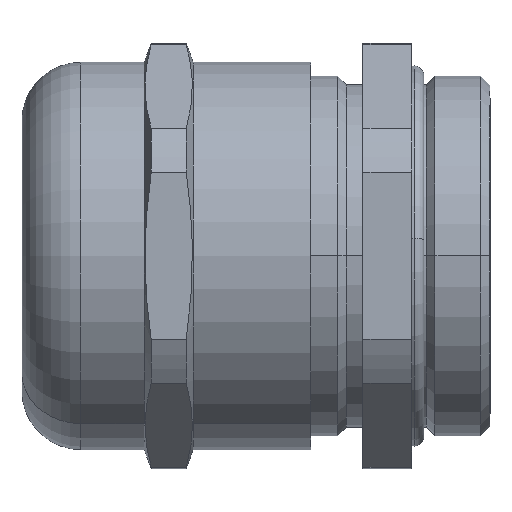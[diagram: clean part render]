
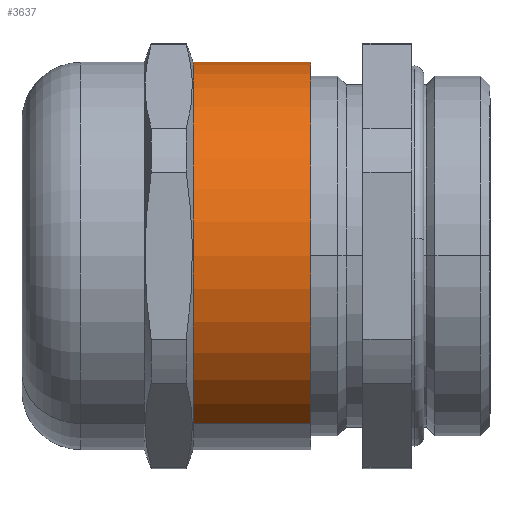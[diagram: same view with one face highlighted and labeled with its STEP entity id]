
A CAD part, top view. The second image highlights one B-rep face of the part: STEP entity #3637.
In plain terms, the highlighted cylindrical face has radius 19.8 mm (diameter 39.6 mm), a partial arc.
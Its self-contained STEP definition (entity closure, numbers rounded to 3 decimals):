
#59 = DIRECTION ( 'NONE',  ( 1., 0., 0. ) ) ;
#99 = EDGE_CURVE ( 'NONE', #1486, #5674, #823, .T. ) ;
#256 = VECTOR ( 'NONE', #59, 1000. ) ;
#455 = CARTESIAN_POINT ( 'NONE',  ( 5.955, 0., 19.8 ) ) ;
#823 = CIRCLE ( 'NONE', #2914, 19.8 ) ;
#1054 = ORIENTED_EDGE ( 'NONE', *, *, #3740, .F. ) ;
#1142 = VECTOR ( 'NONE', #5686, 1000. ) ;
#1212 = DIRECTION ( 'NONE',  ( 1., 0., 0. ) ) ;
#1358 = CARTESIAN_POINT ( 'NONE',  ( -12., 0., -19.8 ) ) ;
#1486 = VERTEX_POINT ( 'NONE', #1358 ) ;
#1497 = CARTESIAN_POINT ( 'NONE',  ( 5.955, 0., -19.8 ) ) ;
#1554 = LINE ( 'NONE', #1497, #256 ) ;
#1699 = DIRECTION ( 'NONE',  ( 0., 0., -1. ) ) ;
#1861 = DIRECTION ( 'NONE',  ( 1., 0., 0. ) ) ;
#1874 = AXIS2_PLACEMENT_3D ( 'NONE', #2702, #2227, #1699 ) ;
#1895 = AXIS2_PLACEMENT_3D ( 'NONE', #4706, #1861, #5182 ) ;
#2227 = DIRECTION ( 'NONE',  ( 1., 0., 0. ) ) ;
#2242 = CARTESIAN_POINT ( 'NONE',  ( 0., 0., -19.8 ) ) ;
#2244 = EDGE_CURVE ( 'NONE', #5674, #4143, #5250, .T. ) ;
#2309 = FACE_OUTER_BOUND ( 'NONE', #2768, .T. ) ;
#2702 = CARTESIAN_POINT ( 'NONE',  ( 5.955, 0., 0. ) ) ;
#2768 = EDGE_LOOP ( 'NONE', ( #3589, #4243, #1054, #4714 ) ) ;
#2867 = VERTEX_POINT ( 'NONE', #2242 ) ;
#2914 = AXIS2_PLACEMENT_3D ( 'NONE', #4552, #1212, #4078 ) ;
#3085 = CARTESIAN_POINT ( 'NONE',  ( 0., 0., 19.8 ) ) ;
#3129 = CIRCLE ( 'NONE', #1895, 19.8 ) ;
#3433 = CYLINDRICAL_SURFACE ( 'NONE', #1874, 19.8 ) ;
#3589 = ORIENTED_EDGE ( 'NONE', *, *, #99, .T. ) ;
#3637 = ADVANCED_FACE ( 'NONE', ( #2309 ), #3433, .T. ) ;
#3740 = EDGE_CURVE ( 'NONE', #2867, #4143, #3129, .T. ) ;
#4078 = DIRECTION ( 'NONE',  ( 0., 0., -1. ) ) ;
#4143 = VERTEX_POINT ( 'NONE', #3085 ) ;
#4145 = CARTESIAN_POINT ( 'NONE',  ( -12., 0., 19.8 ) ) ;
#4243 = ORIENTED_EDGE ( 'NONE', *, *, #2244, .T. ) ;
#4552 = CARTESIAN_POINT ( 'NONE',  ( -12., 0., 0. ) ) ;
#4706 = CARTESIAN_POINT ( 'NONE',  ( 0., 0., 0. ) ) ;
#4714 = ORIENTED_EDGE ( 'NONE', *, *, #5820, .F. ) ;
#5182 = DIRECTION ( 'NONE',  ( 0., 0., -1. ) ) ;
#5250 = LINE ( 'NONE', #455, #1142 ) ;
#5674 = VERTEX_POINT ( 'NONE', #4145 ) ;
#5686 = DIRECTION ( 'NONE',  ( 1., 0., 0. ) ) ;
#5820 = EDGE_CURVE ( 'NONE', #1486, #2867, #1554, .T. ) ;
